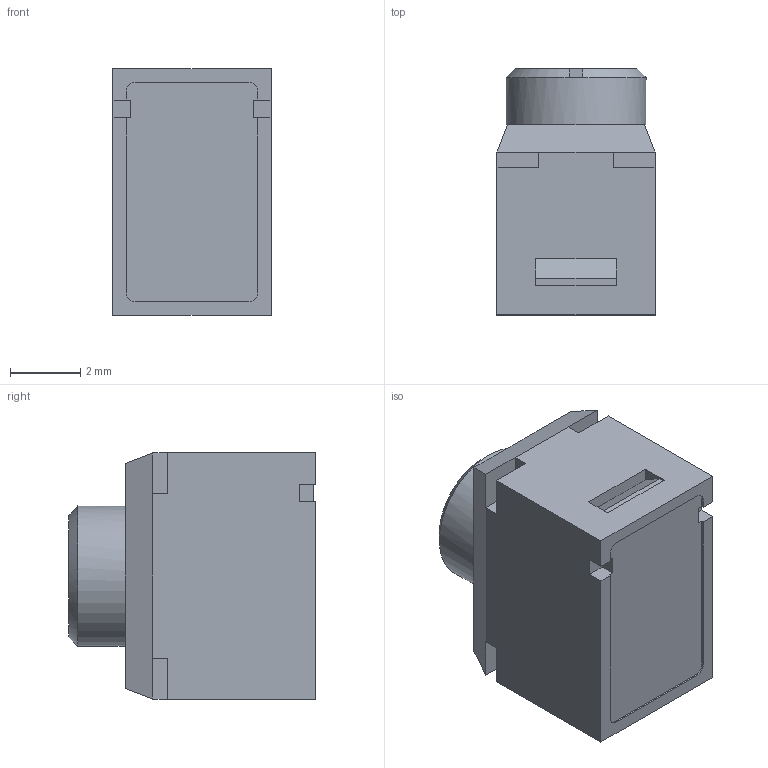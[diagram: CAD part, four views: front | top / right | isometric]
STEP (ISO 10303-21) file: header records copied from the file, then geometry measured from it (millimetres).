
FILE_DESCRIPTION(/* description */ ('G Series - Ultra-Miniature Fully Illuminated Toggles -body-'),/* implementation_level */ '2;1');
FILE_NAME(/* name */ 'GP-body-ill.ipt.step',/* time_stamp */ '2014-01-01T17:32:30-08:00',/* author */ ('Cadenas PARTsolutions'),/* organization */ ('NKKSWITCHES'),/* preprocessor_version */ 'ST-DEVELOPER v15.2',/* originating_system */ 'Autodesk Inventor 2014',/* authorisation */ '');
FILE_SCHEMA (('AUTOMOTIVE_DESIGN { 1 0 10303 214 3 1 1 }'));
Length unit declared in the file: inch
Products named in the file (1): GP-body-ill
Bounding box: 4.5 x 7.01 x 7.01 mm (x, y, z)
Volume: 179.3 mm3; surface area: 222 mm2
Topology: 1 solids, 1 shells, 70 faces, 188 edges, 123 vertices
Faces by surface type: plane 63, cylinder 6, cone 1
Full cylindrical faces by diameter (mm): 2.235 x1, 3.988 x1
Entity records: 2155 total; most frequent: CARTESIAN_POINT 382, ORIENTED_EDGE 370, DIRECTION 342, EDGE_CURVE 185, LINE 166, VECTOR 166, VERTEX_POINT 122, AXIS2_PLACEMENT_3D 88
